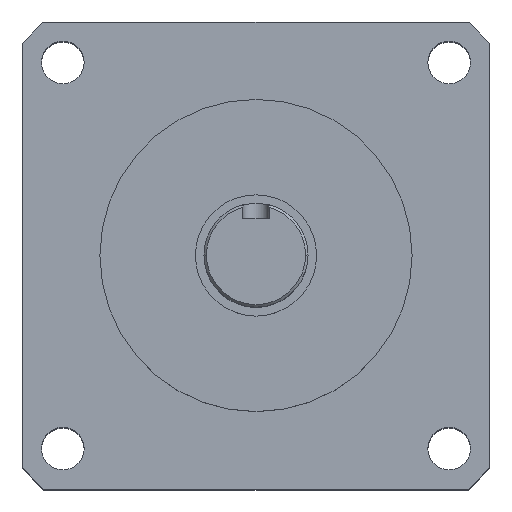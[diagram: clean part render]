
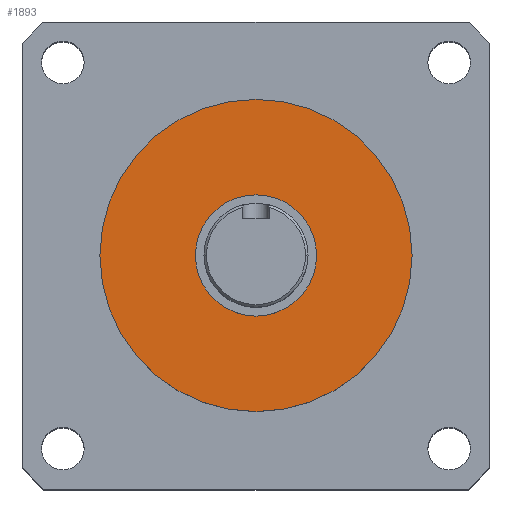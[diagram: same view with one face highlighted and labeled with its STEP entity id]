
A CAD part, top view. The second image highlights one B-rep face of the part: STEP entity #1893.
In plain terms, the highlighted planar face has unit normal (0, 0, 1).
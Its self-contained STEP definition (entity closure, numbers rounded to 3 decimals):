
#15 = EDGE_CURVE ( 'NONE', #2331, #4568, #1987, .T. ) ;
#31 = DIRECTION ( 'NONE',  ( 1., 0., 0. ) ) ;
#91 = FACE_OUTER_BOUND ( 'NONE', #4235, .T. ) ;
#216 = CARTESIAN_POINT ( 'NONE',  ( 7.4, 0., 69. ) ) ;
#255 = ORIENTED_EDGE ( 'NONE', *, *, #2451, .T. ) ;
#297 = DIRECTION ( 'NONE',  ( 0., 0., 1. ) ) ;
#465 = AXIS2_PLACEMENT_3D ( 'NONE', #1743, #3673, #2139 ) ;
#520 = CIRCLE ( 'NONE', #2810, 19.05 ) ;
#570 = ORIENTED_EDGE ( 'NONE', *, *, #2197, .T. ) ;
#650 = PLANE ( 'NONE',  #1081 ) ;
#678 = DIRECTION ( 'NONE',  ( 1., 0., 0. ) ) ;
#1081 = AXIS2_PLACEMENT_3D ( 'NONE', #3064, #297, #678 ) ;
#1330 = AXIS2_PLACEMENT_3D ( 'NONE', #4771, #3931, #2825 ) ;
#1522 = ORIENTED_EDGE ( 'NONE', *, *, #3334, .F. ) ;
#1559 = CARTESIAN_POINT ( 'NONE',  ( 0., 0., 69. ) ) ;
#1604 = AXIS2_PLACEMENT_3D ( 'NONE', #5112, #3608, #31 ) ;
#1743 = CARTESIAN_POINT ( 'NONE',  ( 0., 0., 69. ) ) ;
#1820 = CARTESIAN_POINT ( 'NONE',  ( -19.05, 0., 69. ) ) ;
#1893 = ADVANCED_FACE ( 'NONE', ( #4160, #91 ), #650, .T. ) ;
#1911 = VERTEX_POINT ( 'NONE', #4966 ) ;
#1987 = CIRCLE ( 'NONE', #465, 7.4 ) ;
#2048 = CIRCLE ( 'NONE', #1604, 7.4 ) ;
#2081 = CARTESIAN_POINT ( 'NONE',  ( -7.4, 0., 69. ) ) ;
#2139 = DIRECTION ( 'NONE',  ( 1., 0., 0. ) ) ;
#2197 = EDGE_CURVE ( 'NONE', #1911, #3708, #4642, .T. ) ;
#2331 = VERTEX_POINT ( 'NONE', #2081 ) ;
#2451 = EDGE_CURVE ( 'NONE', #3708, #1911, #520, .T. ) ;
#2810 = AXIS2_PLACEMENT_3D ( 'NONE', #1559, #4285, #4707 ) ;
#2825 = DIRECTION ( 'NONE',  ( 1., 0., 0. ) ) ;
#3064 = CARTESIAN_POINT ( 'NONE',  ( 0., 0., 69. ) ) ;
#3334 = EDGE_CURVE ( 'NONE', #4568, #2331, #2048, .T. ) ;
#3342 = EDGE_LOOP ( 'NONE', ( #1522, #4217 ) ) ;
#3608 = DIRECTION ( 'NONE',  ( 0., 0., 1. ) ) ;
#3673 = DIRECTION ( 'NONE',  ( 0., 0., 1. ) ) ;
#3708 = VERTEX_POINT ( 'NONE', #1820 ) ;
#3931 = DIRECTION ( 'NONE',  ( 0., 0., 1. ) ) ;
#4160 = FACE_BOUND ( 'NONE', #3342, .T. ) ;
#4217 = ORIENTED_EDGE ( 'NONE', *, *, #15, .F. ) ;
#4235 = EDGE_LOOP ( 'NONE', ( #570, #255 ) ) ;
#4285 = DIRECTION ( 'NONE',  ( 0., 0., 1. ) ) ;
#4568 = VERTEX_POINT ( 'NONE', #216 ) ;
#4642 = CIRCLE ( 'NONE', #1330, 19.05 ) ;
#4707 = DIRECTION ( 'NONE',  ( 1., 0., 0. ) ) ;
#4771 = CARTESIAN_POINT ( 'NONE',  ( 0., 0., 69. ) ) ;
#4966 = CARTESIAN_POINT ( 'NONE',  ( 19.05, 0., 69. ) ) ;
#5112 = CARTESIAN_POINT ( 'NONE',  ( 0., 0., 69. ) ) ;
